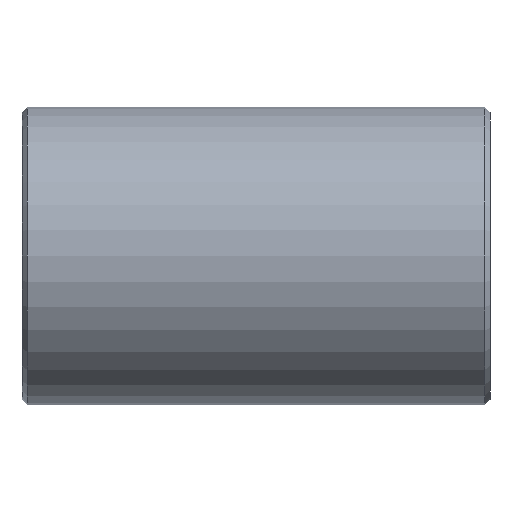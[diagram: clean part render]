
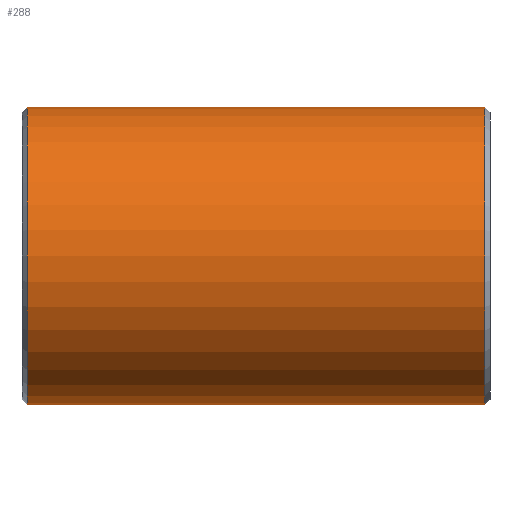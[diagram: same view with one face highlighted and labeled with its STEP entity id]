
A CAD part, front view. The second image highlights one B-rep face of the part: STEP entity #288.
In plain terms, the highlighted cylindrical face has radius 177.8 mm (diameter 355.6 mm), a partial arc.
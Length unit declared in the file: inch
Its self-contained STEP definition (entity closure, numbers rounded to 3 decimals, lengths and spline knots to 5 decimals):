
#6 = CARTESIAN_POINT ( 'NONE',  ( 11., 0., -7. ) ) ;
#16 = VERTEX_POINT ( 'NONE', #337 ) ;
#19 = CARTESIAN_POINT ( 'NONE',  ( 11., 0., 7. ) ) ;
#39 = CARTESIAN_POINT ( 'NONE',  ( 11., 0., 7. ) ) ;
#43 = DIRECTION ( 'NONE',  ( 0., 0., 1. ) ) ;
#57 = ORIENTED_EDGE ( 'NONE', *, *, #311, .T. ) ;
#59 = VERTEX_POINT ( 'NONE', #352 ) ;
#71 = VERTEX_POINT ( 'NONE', #450 ) ;
#74 = EDGE_CURVE ( 'NONE', #305, #71, #196, .T. ) ;
#82 = DIRECTION ( 'NONE',  ( -1., 0., 0. ) ) ;
#93 = DIRECTION ( 'NONE',  ( -1., 0., 0. ) ) ;
#95 = VECTOR ( 'NONE', #93, 39.37008 ) ;
#116 = EDGE_LOOP ( 'NONE', ( #533, #445, #436, #482, #57, #395 ) ) ;
#128 = DIRECTION ( 'NONE',  ( -1., 0., 0. ) ) ;
#133 = CARTESIAN_POINT ( 'NONE',  ( -10.75, 0., -7. ) ) ;
#141 = DIRECTION ( 'NONE',  ( 0., 0., 1. ) ) ;
#168 = DIRECTION ( 'NONE',  ( 0., 0., -1. ) ) ;
#196 = CIRCLE ( 'NONE', #297, 7. ) ;
#228 = VECTOR ( 'NONE', #128, 39.37008 ) ;
#236 = CARTESIAN_POINT ( 'NONE',  ( -10.75, 0., 0. ) ) ;
#238 = CARTESIAN_POINT ( 'NONE',  ( 10.75, 0., -7. ) ) ;
#241 = FACE_OUTER_BOUND ( 'NONE', #116, .T. ) ;
#280 = CYLINDRICAL_SURFACE ( 'NONE', #304, 7. ) ;
#288 = ADVANCED_FACE ( 'NONE', ( #241 ), #280, .T. ) ;
#297 = AXIS2_PLACEMENT_3D ( 'NONE', #591, #82, #168 ) ;
#304 = AXIS2_PLACEMENT_3D ( 'NONE', #550, #459, #141 ) ;
#305 = VERTEX_POINT ( 'NONE', #238 ) ;
#311 = EDGE_CURVE ( 'NONE', #59, #323, #326, .T. ) ;
#318 = EDGE_CURVE ( 'NONE', #305, #16, #374, .T. ) ;
#323 = VERTEX_POINT ( 'NONE', #133 ) ;
#326 = CIRCLE ( 'NONE', #545, 7. ) ;
#328 = LINE ( 'NONE', #6, #95 ) ;
#330 = EDGE_CURVE ( 'NONE', #16, #323, #328, .T. ) ;
#333 = CARTESIAN_POINT ( 'NONE',  ( 0., 0., 7. ) ) ;
#334 = DIRECTION ( 'NONE',  ( -1., 0., 0. ) ) ;
#337 = CARTESIAN_POINT ( 'NONE',  ( 0., 0., -7. ) ) ;
#351 = VERTEX_POINT ( 'NONE', #333 ) ;
#352 = CARTESIAN_POINT ( 'NONE',  ( -10.75, 0., 7. ) ) ;
#373 = LINE ( 'NONE', #39, #228 ) ;
#374 = LINE ( 'NONE', #547, #523 ) ;
#395 = ORIENTED_EDGE ( 'NONE', *, *, #330, .F. ) ;
#415 = EDGE_CURVE ( 'NONE', #71, #351, #373, .T. ) ;
#419 = VECTOR ( 'NONE', #567, 39.37008 ) ;
#435 = LINE ( 'NONE', #19, #419 ) ;
#436 = ORIENTED_EDGE ( 'NONE', *, *, #415, .T. ) ;
#445 = ORIENTED_EDGE ( 'NONE', *, *, #74, .T. ) ;
#450 = CARTESIAN_POINT ( 'NONE',  ( 10.75, 0., 7. ) ) ;
#459 = DIRECTION ( 'NONE',  ( -1., 0., 0. ) ) ;
#482 = ORIENTED_EDGE ( 'NONE', *, *, #555, .T. ) ;
#523 = VECTOR ( 'NONE', #334, 39.37008 ) ;
#533 = ORIENTED_EDGE ( 'NONE', *, *, #318, .F. ) ;
#545 = AXIS2_PLACEMENT_3D ( 'NONE', #236, #552, #43 ) ;
#547 = CARTESIAN_POINT ( 'NONE',  ( 11., 0., -7. ) ) ;
#550 = CARTESIAN_POINT ( 'NONE',  ( 11., 0., 0. ) ) ;
#552 = DIRECTION ( 'NONE',  ( 1., 0., 0. ) ) ;
#555 = EDGE_CURVE ( 'NONE', #351, #59, #435, .T. ) ;
#567 = DIRECTION ( 'NONE',  ( -1., 0., 0. ) ) ;
#591 = CARTESIAN_POINT ( 'NONE',  ( 10.75, 0., 0. ) ) ;
